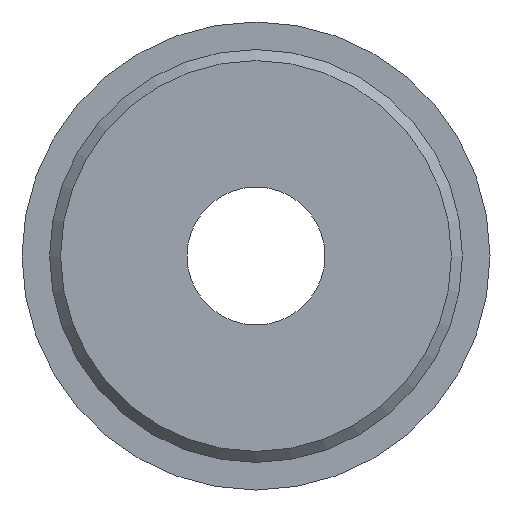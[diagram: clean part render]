
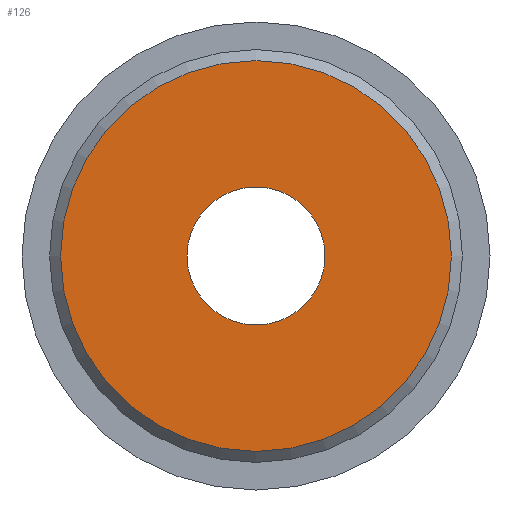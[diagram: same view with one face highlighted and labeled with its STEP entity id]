
A CAD part, front view. The second image highlights one B-rep face of the part: STEP entity #126.
In plain terms, the highlighted planar face has unit normal (0, -1, 0).
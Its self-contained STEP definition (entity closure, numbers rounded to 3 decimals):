
#17=PLANE('',#168);
#20=FACE_BOUND('',#41,.T.);
#30=FACE_OUTER_BOUND('',#40,.T.);
#40=EDGE_LOOP('',(#114));
#41=EDGE_LOOP('',(#115));
#51=CIRCLE('',#152,6.25);
#60=CIRCLE('',#166,17.7);
#62=VERTEX_POINT('',#217);
#70=VERTEX_POINT('',#241);
#73=EDGE_CURVE('',#62,#62,#51,.T.);
#84=EDGE_CURVE('',#70,#70,#60,.T.);
#114=ORIENTED_EDGE('',*,*,#84,.F.);
#115=ORIENTED_EDGE('',*,*,#73,.T.);
#126=ADVANCED_FACE('',(#30,#20),#17,.F.);
#152=AXIS2_PLACEMENT_3D('',#219,#176,#177);
#166=AXIS2_PLACEMENT_3D('',#243,#206,#207);
#168=AXIS2_PLACEMENT_3D('',#246,#211,#212);
#176=DIRECTION('center_axis',(0.,1.,0.));
#177=DIRECTION('ref_axis',(1.,0.,0.));
#206=DIRECTION('center_axis',(0.,1.,0.));
#207=DIRECTION('ref_axis',(1.,0.,0.));
#211=DIRECTION('center_axis',(0.,1.,0.));
#212=DIRECTION('ref_axis',(0.,0.,1.));
#217=CARTESIAN_POINT('',(-6.25,0.,0.));
#219=CARTESIAN_POINT('Origin',(0.,0.,0.));
#241=CARTESIAN_POINT('',(-17.7,0.,0.));
#243=CARTESIAN_POINT('Origin',(0.,0.,0.));
#246=CARTESIAN_POINT('Origin',(0.,0.,0.));
